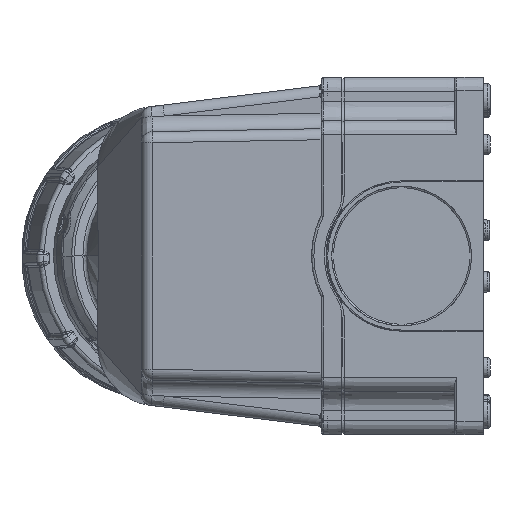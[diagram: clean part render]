
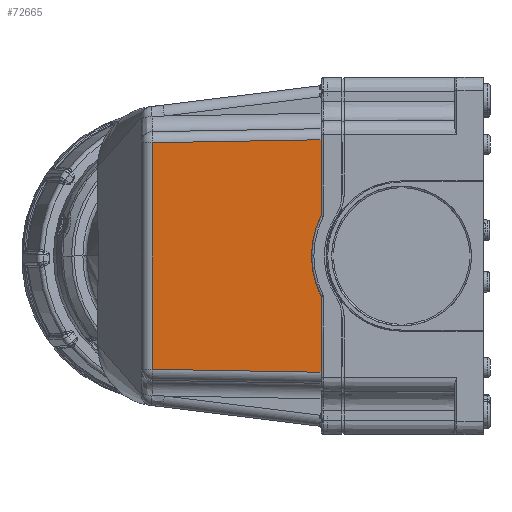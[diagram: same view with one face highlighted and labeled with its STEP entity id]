
A CAD part, left-side view. The second image highlights one B-rep face of the part: STEP entity #72665.
In plain terms, the highlighted planar face has unit normal (-1, 0.018, 0).
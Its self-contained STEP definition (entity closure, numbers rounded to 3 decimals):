
#18612=DIRECTION('',(0.,0.,1.));
#18613=VECTOR('',#18612,34.39);
#18614=CARTESIAN_POINT('',(-126.868,72.5,18.229));
#18615=LINE('',#18614,#18613);
#19716=DIRECTION('',(0.,0.,1.));
#19717=VECTOR('',#19716,34.39);
#19718=CARTESIAN_POINT('',(-126.868,72.5,
-52.618));
#19719=LINE('',#19718,#19717);
#19759=DIRECTION('',(0.017,1.,0.017));
#19760=VECTOR('',#19759,76.451);
#19761=CARTESIAN_POINT('',(-126.868,72.5,
-52.618));
#19762=LINE('',#19761,#19760);
#19766=DIRECTION('',(-0.017,-1.,0.017));
#19767=VECTOR('',#19766,76.451);
#19768=CARTESIAN_POINT('',(-125.534,148.927,
51.284));
#19769=LINE('',#19768,#19767);
#19773=CARTESIAN_POINT('',(-126.868,72.5,18.229));
#19774=CARTESIAN_POINT('',(-126.815,75.534,
12.152));
#19775=CARTESIAN_POINT('',(-126.771,78.062,
0.));
#19776=CARTESIAN_POINT('',(-126.815,75.534,
-12.152));
#19777=CARTESIAN_POINT('',(-126.868,72.5,-18.229));
#19782=CARTESIAN_POINT('',(-126.868,72.5,-52.618));
#19907=DIRECTION('',(0.,0.,-1.));
#19908=VECTOR('',#19907,102.569);
#19909=CARTESIAN_POINT('',(-125.534,148.927,
51.284));
#19910=LINE('',#19909,#19908);
#52966=CARTESIAN_POINT('',(-126.868,72.5,
-18.229));
#52967=VERTEX_POINT('',#52966);
#52999=VERTEX_POINT('',#19782);
#53000=VERTEX_POINT('',#19773);
#53004=CARTESIAN_POINT('',(-125.534,148.927,
-51.284));
#53005=VERTEX_POINT('',#53004);
#53006=CARTESIAN_POINT('',(-125.534,148.927,
51.284));
#53007=VERTEX_POINT('',#53006);
#53008=CARTESIAN_POINT('',(-126.868,72.5,
52.618));
#53009=VERTEX_POINT('',#53008);
#72649=CARTESIAN_POINT('',(-126.868,72.5,-57.618));
#72650=DIRECTION('',(-1.,0.017,0.));
#72651=DIRECTION('',(-0.017,-1.,0.));
#72652=AXIS2_PLACEMENT_3D('',#72649,#72650,#72651);
#72653=PLANE('',#72652);
#72654=ORIENTED_EDGE('',*,*,#72614,.F.);
#72656=ORIENTED_EDGE('',*,*,#72655,.T.);
#72658=ORIENTED_EDGE('',*,*,#72657,.F.);
#72660=ORIENTED_EDGE('',*,*,#72659,.T.);
#72661=ORIENTED_EDGE('',*,*,#71456,.F.);
#72662=ORIENTED_EDGE('',*,*,#72632,.T.);
#72663=EDGE_LOOP('',(#72654,#72656,#72658,#72660,#72661,#72662));
#72664=FACE_OUTER_BOUND('',#72663,.F.);
#19778=B_SPLINE_CURVE_WITH_KNOTS('',3,(#19773,#19774,#19775,#19776,#19777),
.UNSPECIFIED.,.F.,.F.,(4,1,4),(0.,0.5,1.),.UNSPECIFIED.);
#71456=EDGE_CURVE('',#53000,#53009,#18615,.T.);
#72614=EDGE_CURVE('',#52999,#52967,#19719,.T.);
#72632=EDGE_CURVE('',#53000,#52967,#19778,.T.);
#72655=EDGE_CURVE('',#52999,#53005,#19762,.T.);
#72657=EDGE_CURVE('',#53007,#53005,#19910,.T.);
#72659=EDGE_CURVE('',#53007,#53009,#19769,.T.);
#72665=ADVANCED_FACE('',(#72664),#72653,.T.);
